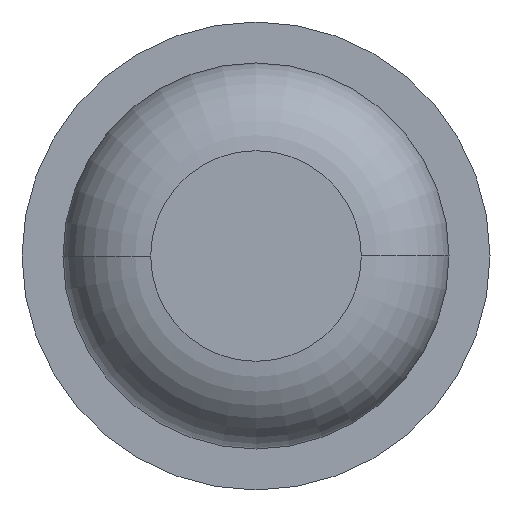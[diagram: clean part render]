
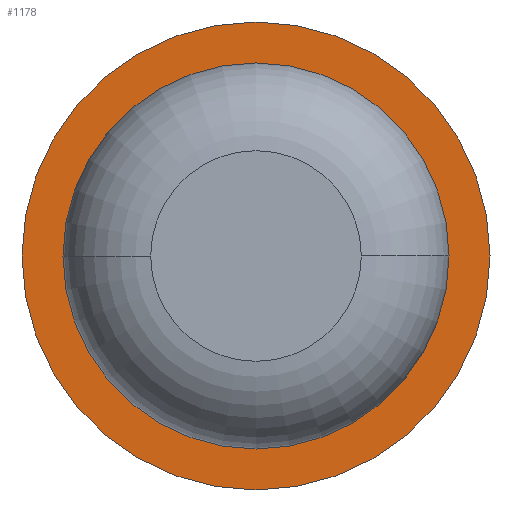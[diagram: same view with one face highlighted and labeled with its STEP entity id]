
A CAD part, front view. The second image highlights one B-rep face of the part: STEP entity #1178.
In plain terms, the highlighted planar face has unit normal (0, -1, 0).
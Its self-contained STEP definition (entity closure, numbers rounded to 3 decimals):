
#28 = CARTESIAN_POINT ( 'NONE',  ( -1., -7., 0. ) ) ;
#89 = EDGE_CURVE ( 'Defeature ausgef�hrt1_5+Defeature ausgef�hrt1_0+Defeature ausgef�hrt1_0+Defeature ausgef�hrt1_0', #1158, #759, #3654, .T. ) ;
#132 = DIRECTION ( 'NONE',  ( 0., 1., 0. ) ) ;
#159 = DIRECTION ( 'NONE',  ( -1., 0., 0. ) ) ;
#212 = CIRCLE ( 'NONE', #2380, 1. ) ;
#214 = CIRCLE ( 'NONE', #4393, 1. ) ;
#334 = ORIENTED_EDGE ( 'NONE', *, *, #1190, .T. ) ;
#476 = DIRECTION ( 'NONE',  ( 0., 1., 0. ) ) ;
#531 = PLANE ( 'NONE',  #1826 ) ;
#759 = VERTEX_POINT ( 'NONE', #2877 ) ;
#858 = DIRECTION ( 'NONE',  ( -1., 0., 0. ) ) ;
#1129 = VERTEX_POINT ( 'NONE', #3600 ) ;
#1148 = DIRECTION ( 'NONE',  ( 0., 1., 0. ) ) ;
#1158 = VERTEX_POINT ( 'NONE', #2859 ) ;
#1178 = ADVANCED_FACE ( 'Defeature ausgef�hrt1_5', ( #1367, #4091 ), #531, .F. ) ;
#1190 = EDGE_CURVE ( 'Defeature ausgef�hrt1_5+Defeature ausgef�hrt1_0+Defeature ausgef�hrt1_0+Defeature ausgef�hrt1_0', #759, #1158, #3888, .T. ) ;
#1312 = ORIENTED_EDGE ( 'NONE', *, *, #89, .T. ) ;
#1367 = FACE_OUTER_BOUND ( 'NONE', #1666, .T. ) ;
#1496 = VERTEX_POINT ( 'NONE', #28 ) ;
#1666 = EDGE_LOOP ( 'NONE', ( #3942, #2011 ) ) ;
#1826 = AXIS2_PLACEMENT_3D ( 'NONE', #2572, #476, #2236 ) ;
#1945 = CARTESIAN_POINT ( 'NONE',  ( 0., -7., 0. ) ) ;
#2011 = ORIENTED_EDGE ( 'NONE', *, *, #3820, .F. ) ;
#2058 = EDGE_CURVE ( 'Defeature ausgef�hrt1_6+Defeature ausgef�hrt1_5+Defeature ausgef�hrt1_5+Defeature ausgef�hrt1_5', #1496, #1129, #212, .T. ) ;
#2236 = DIRECTION ( 'NONE',  ( -1., 0., 0. ) ) ;
#2281 = DIRECTION ( 'NONE',  ( 0., 1., 0. ) ) ;
#2380 = AXIS2_PLACEMENT_3D ( 'NONE', #3918, #1148, #4235 ) ;
#2500 = CARTESIAN_POINT ( 'NONE',  ( 0., -7., 0. ) ) ;
#2572 = CARTESIAN_POINT ( 'NONE',  ( 0.825, -7., 0. ) ) ;
#2633 = CARTESIAN_POINT ( 'NONE',  ( 0., -7., 0. ) ) ;
#2760 = EDGE_LOOP ( 'NONE', ( #334, #1312 ) ) ;
#2859 = CARTESIAN_POINT ( 'NONE',  ( 0.825, -7., 0. ) ) ;
#2877 = CARTESIAN_POINT ( 'NONE',  ( -0.825, -7., 0. ) ) ;
#3330 = DIRECTION ( 'NONE',  ( -1., 0., 0. ) ) ;
#3596 = AXIS2_PLACEMENT_3D ( 'NONE', #2633, #132, #858 ) ;
#3600 = CARTESIAN_POINT ( 'NONE',  ( 1., -7., 0. ) ) ;
#3654 = CIRCLE ( 'NONE', #4280, 0.825 ) ;
#3820 = EDGE_CURVE ( 'Defeature ausgef�hrt1_6+Defeature ausgef�hrt1_5+Defeature ausgef�hrt1_5+Defeature ausgef�hrt1_5', #1129, #1496, #214, .T. ) ;
#3888 = CIRCLE ( 'NONE', #3596, 0.825 ) ;
#3918 = CARTESIAN_POINT ( 'NONE',  ( 0., -7., 0. ) ) ;
#3942 = ORIENTED_EDGE ( 'NONE', *, *, #2058, .F. ) ;
#4091 = FACE_BOUND ( 'NONE', #2760, .T. ) ;
#4218 = DIRECTION ( 'NONE',  ( 0., 1., 0. ) ) ;
#4235 = DIRECTION ( 'NONE',  ( -1., 0., 0. ) ) ;
#4280 = AXIS2_PLACEMENT_3D ( 'NONE', #2500, #4218, #159 ) ;
#4393 = AXIS2_PLACEMENT_3D ( 'NONE', #1945, #2281, #3330 ) ;
